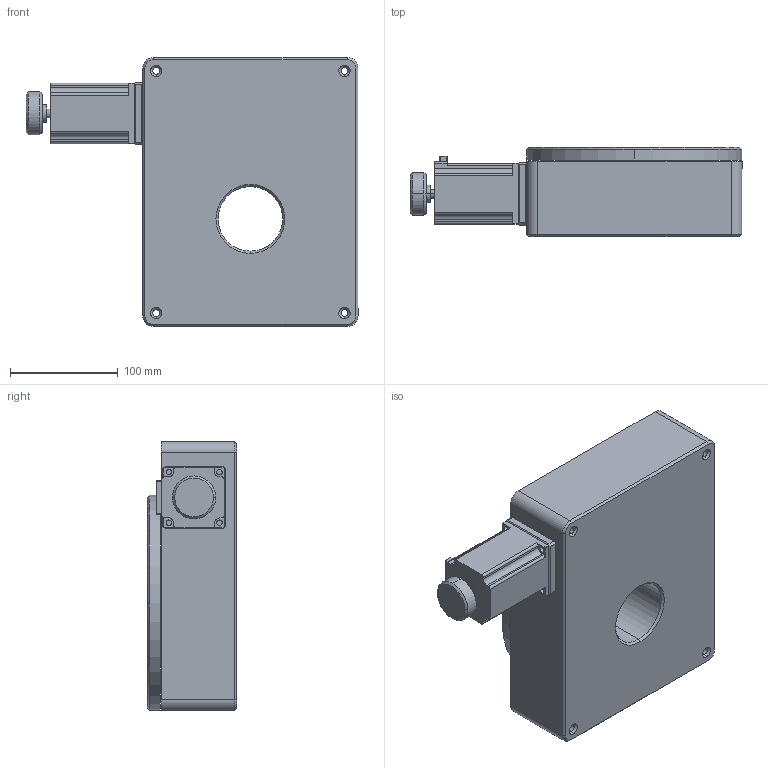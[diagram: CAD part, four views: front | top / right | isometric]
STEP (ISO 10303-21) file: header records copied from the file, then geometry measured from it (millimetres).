
FILE_DESCRIPTION (( 'STEP AP214' ), '1' );
FILE_NAME ('FMSR200H.STEP', '2022-12-06T14:13:55', ( '' ), ( '' ), 'SwSTEP 2.0', 'SolidWorks 2017', '' );
FILE_SCHEMA (( 'AUTOMOTIVE_DESIGN' ));
Length unit declared in the file: millimetre
Products named in the file (1): FMSR200H
Bounding box: 308.5 x 83 x 250 mm (x, y, z)
Volume: 3867725.5 mm3; surface area: 282185.1 mm2
Topology: 4 solids, 4 shells, 271 faces, 625 edges, 405 vertices
Faces by surface type: cylinder 138, plane 107, cone 26
Entity records: 10873 total; most frequent: DIRECTION 1477, CARTESIAN_POINT 1308, ORIENTED_EDGE 1250, EDGE_CURVE 625, AXIS2_PLACEMENT_3D 582, VERTEX_POINT 405, EDGE_LOOP 344, LINE 313
